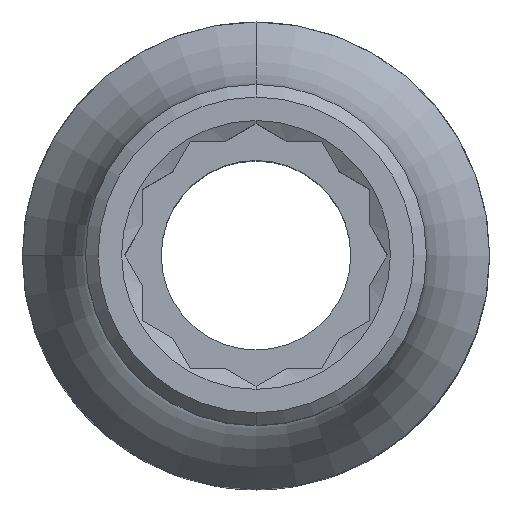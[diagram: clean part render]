
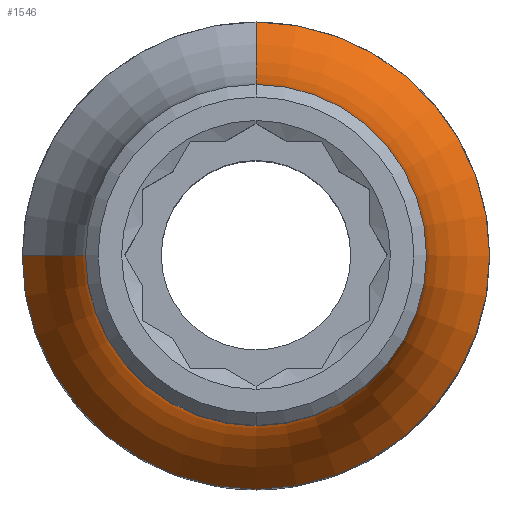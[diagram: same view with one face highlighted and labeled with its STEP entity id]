
A CAD part, top view. The second image highlights one B-rep face of the part: STEP entity #1546.
In plain terms, the highlighted toroidal (fillet/blend) face has major radius 16.75 mm and minor radius 10 mm.
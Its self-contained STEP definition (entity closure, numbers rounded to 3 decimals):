
#174=CARTESIAN_POINT('',(0.,0.,15.5));
#175=DIRECTION('',(0.,0.,1.));
#176=DIRECTION('',(1.,0.,0.));
#177=AXIS2_PLACEMENT_3D('',#174,#175,#176);
#429=CARTESIAN_POINT('',(0.,0.,22.114));
#430=DIRECTION('',(0.,0.,1.));
#431=DIRECTION('',(0.,-1.,0.));
#432=AXIS2_PLACEMENT_3D('',#429,#430,#431);
#434=CARTESIAN_POINT('',(0.,0.,15.5));
#435=DIRECTION('',(0.,0.,-1.));
#436=DIRECTION('',(1.,0.,0.));
#437=AXIS2_PLACEMENT_3D('',#434,#435,#436);
#439=CARTESIAN_POINT('',(-16.75,0.,22.114));
#440=DIRECTION('',(0.,-1.,0.));
#441=DIRECTION('',(0.75,0.,-0.661));
#442=AXIS2_PLACEMENT_3D('',#439,#440,#441);
#1052=CARTESIAN_POINT('',(0.,0.,22.114));
#1053=DIRECTION('',(0.,0.,1.));
#1054=DIRECTION('',(-1.,0.,0.));
#1055=AXIS2_PLACEMENT_3D('',#1052,#1053,#1054);
#1062=CARTESIAN_POINT('',(0.,16.75,22.114));
#1063=DIRECTION('',(-1.,0.,0.));
#1064=DIRECTION('',(0.,-0.75,-0.661));
#1065=AXIS2_PLACEMENT_3D('',#1062,#1063,#1064);
#1158=CARTESIAN_POINT('',(9.25,0.,15.5));
#1159=CARTESIAN_POINT('',(0.,9.25,15.5));
#1160=VERTEX_POINT('',#1158);
#1161=VERTEX_POINT('',#1159);
#1162=CARTESIAN_POINT('',(-9.25,0.,15.5));
#1163=VERTEX_POINT('',#1162);
#1164=CARTESIAN_POINT('',(0.,6.75,22.114));
#1165=CARTESIAN_POINT('',(-6.75,0.,22.114));
#1166=VERTEX_POINT('',#1164);
#1167=VERTEX_POINT('',#1165);
#1168=CARTESIAN_POINT('',(0.,-6.75,22.114));
#1169=VERTEX_POINT('',#1168);
#1529=CARTESIAN_POINT('',(0.,0.,22.114));
#1530=DIRECTION('',(0.,0.,1.));
#1531=DIRECTION('',(-0.009,-1.,0.));
#1532=AXIS2_PLACEMENT_3D('',#1529,#1530,#1531);
#1533=TOROIDAL_SURFACE('',#1532,16.75,10.);
#1535=ORIENTED_EDGE('',*,*,#1534,.T.);
#1537=ORIENTED_EDGE('',*,*,#1536,.F.);
#1538=ORIENTED_EDGE('',*,*,#1372,.F.);
#1539=ORIENTED_EDGE('',*,*,#1481,.T.);
#1541=ORIENTED_EDGE('',*,*,#1540,.T.);
#1543=ORIENTED_EDGE('',*,*,#1542,.T.);
#1544=EDGE_LOOP('',(#1535,#1537,#1538,#1539,#1541,#1543));
#1545=FACE_OUTER_BOUND('',#1544,.F.);
#1546=ADVANCED_FACE('',(#1545),#1533,.F.);
#178=CIRCLE('',#177,9.25);
#433=CIRCLE('',#432,6.75);
#438=CIRCLE('',#437,9.25);
#443=CIRCLE('',#442,10.);
#1056=CIRCLE('',#1055,6.75);
#1066=CIRCLE('',#1065,10.);
#1372=EDGE_CURVE('',#1160,#1161,#178,.T.);
#1481=EDGE_CURVE('',#1160,#1163,#438,.T.);
#1534=EDGE_CURVE('',#1169,#1166,#433,.T.);
#1536=EDGE_CURVE('',#1161,#1166,#1066,.T.);
#1540=EDGE_CURVE('',#1163,#1167,#443,.T.);
#1542=EDGE_CURVE('',#1167,#1169,#1056,.T.);
